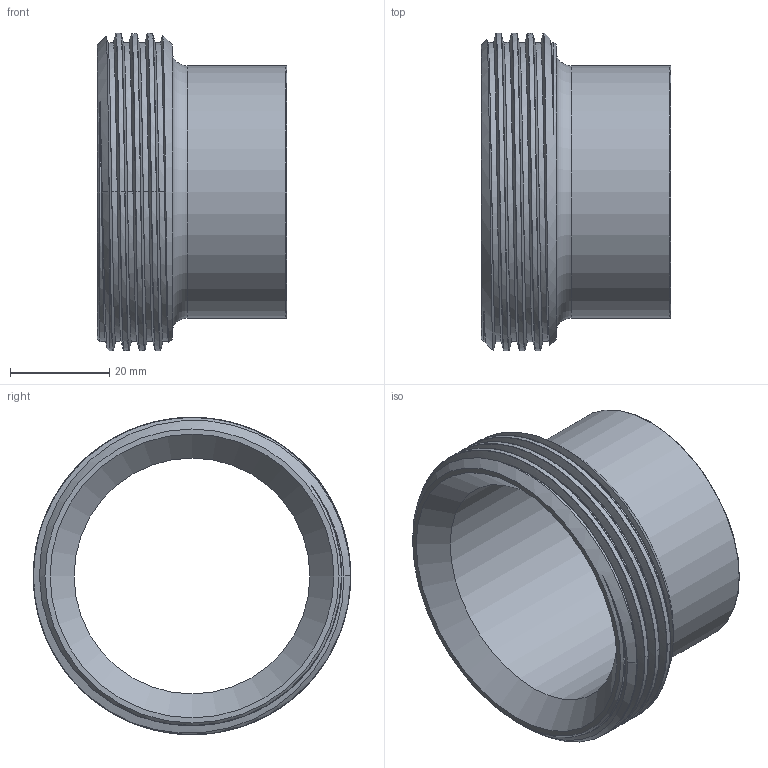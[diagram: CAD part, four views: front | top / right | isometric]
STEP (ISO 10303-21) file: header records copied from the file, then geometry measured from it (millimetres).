
FILE_DESCRIPTION(/* description */ (''),/* implementation_level */ '2;1');
FILE_NAME(/* name */ 'L15A7-2.stp',/* time_stamp */ '2021-05-21T11:06:33-04:00',/* author */ ('ken'),/* organization */ (''),/* preprocessor_version */ 'ST-DEVELOPER v18',/* originating_system */ 'Autodesk Inventor 2020',/* authorisation */ '');
FILE_SCHEMA (('AUTOMOTIVE_DESIGN { 1 0 10303 214 3 1 1 }'));
Length unit declared in the file: inch
Products named in the file (1): L15A7-2
Bounding box: 38.1 x 63.91 x 63.91 mm (x, y, z)
Volume: 22560.8 mm3; surface area: 15975.3 mm2
Topology: 1 solids, 1 shells, 27 faces, 82 edges, 57 vertices
Faces by surface type: cylinder 12, bspline 6, cone 4, torus 3, plane 2
Full cylindrical faces by diameter (mm): 47.498 x1, 50.8 x1, 60.223 x4, 63.906 x2
Entity records: 5064 total; most frequent: CARTESIAN_POINT 4336, ORIENTED_EDGE 164, DIRECTION 118, EDGE_CURVE 82, VERTEX_POINT 57, AXIS2_PLACEMENT_3D 52, B_SPLINE_CURVE_WITH_KNOTS 38, CIRCLE 30
